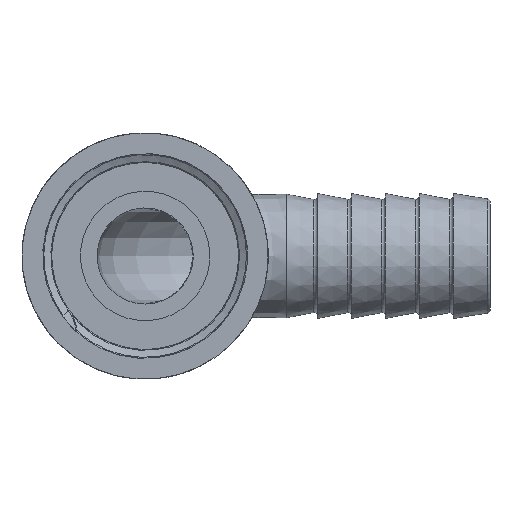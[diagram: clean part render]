
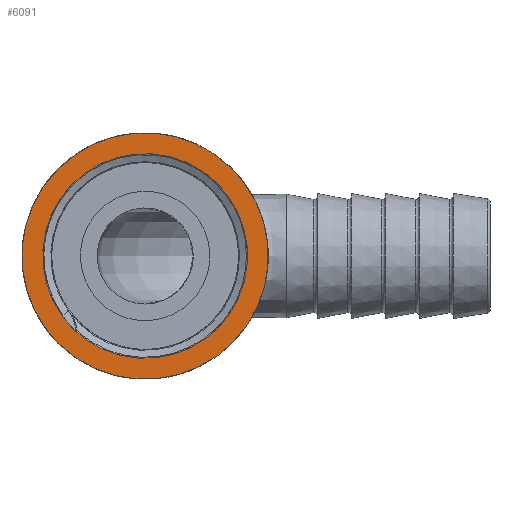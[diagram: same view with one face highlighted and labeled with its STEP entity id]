
A CAD part, front view. The second image highlights one B-rep face of the part: STEP entity #6091.
In plain terms, the highlighted face is planar.
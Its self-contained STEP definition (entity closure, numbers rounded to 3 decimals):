
#249 = EDGE_CURVE ( 'NONE', #7692, #7692, #3342, .T. ) ;
#2560 = AXIS2_PLACEMENT_3D ( 'NONE', #6841, #6842, #6843 ) ;
#2568 = CIRCLE ( 'NONE', #2560, 20. ) ;
#3342 = CIRCLE ( 'NONE', #3599, 16.624 ) ;
#3599 = AXIS2_PLACEMENT_3D ( 'NONE', #4766, #4767, #4768 ) ;
#4032 = ORIENTED_EDGE ( 'NONE', *, *, #5308, .T. ) ;
#4034 = ORIENTED_EDGE ( 'NONE', *, *, #249, .F. ) ;
#4305 = AXIS2_PLACEMENT_3D ( 'NONE', #7179, #7191, #7192 ) ;
#4424 = EDGE_LOOP ( 'NONE', ( #4034 ) ) ;
#4499 = EDGE_LOOP ( 'NONE', ( #4032 ) ) ;
#4766 = CARTESIAN_POINT ( 'NONE',  ( 0., 0., 0. ) ) ;
#4767 = DIRECTION ( 'NONE',  ( -1., 0., 0. ) ) ;
#4768 = DIRECTION ( 'NONE',  ( 0., 0., 1. ) ) ;
#5308 = EDGE_CURVE ( 'NONE', #7695, #7695, #2568, .T. ) ;
#6091 = ADVANCED_FACE ( 'NONE', ( #7188, #7184 ), #7189, .F. ) ;
#6841 = CARTESIAN_POINT ( 'NONE',  ( 0., 0., 0. ) ) ;
#6842 = DIRECTION ( 'NONE',  ( -1., 0., 0. ) ) ;
#6843 = DIRECTION ( 'NONE',  ( 0., 0., 1. ) ) ;
#7179 = CARTESIAN_POINT ( 'NONE',  ( 0., 0., -16.624 ) ) ;
#7184 = FACE_OUTER_BOUND ( 'NONE', #4499, .T. ) ;
#7188 = FACE_BOUND ( 'NONE', #4424, .T. ) ;
#7189 = PLANE ( 'NONE',  #4305 ) ;
#7191 = DIRECTION ( 'NONE',  ( 1., 0., 0. ) ) ;
#7192 = DIRECTION ( 'NONE',  ( 0., 0., -1. ) ) ;
#7686 = CARTESIAN_POINT ( 'NONE',  ( 0., 0., 16.624 ) ) ;
#7692 = VERTEX_POINT ( 'NONE', #7686 ) ;
#7695 = VERTEX_POINT ( 'NONE', #7697 ) ;
#7697 = CARTESIAN_POINT ( 'NONE',  ( 0., 0., 20. ) ) ;
